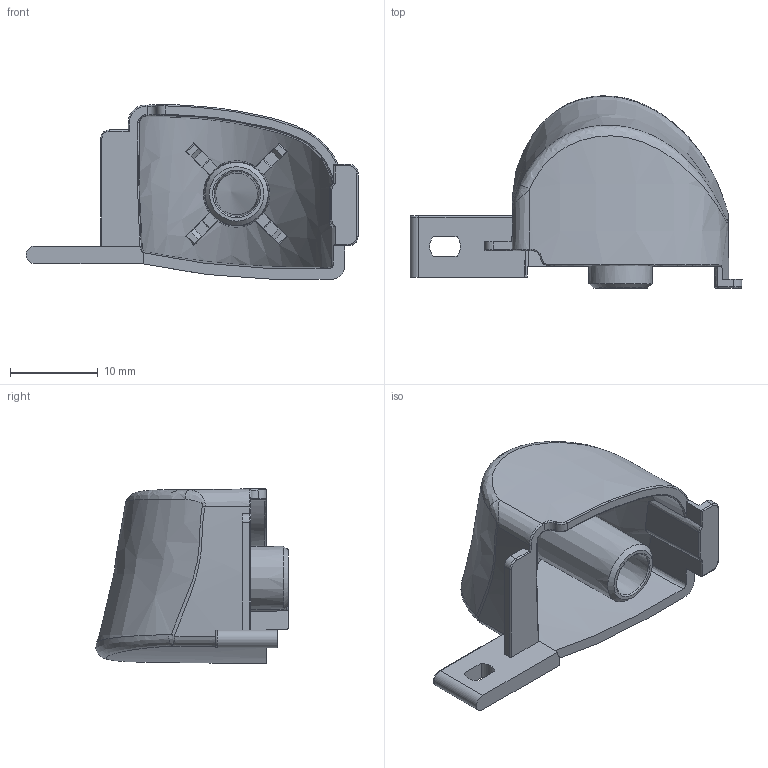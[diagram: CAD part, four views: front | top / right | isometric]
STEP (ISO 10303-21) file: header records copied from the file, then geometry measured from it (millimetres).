
FILE_DESCRIPTION(/* description */ (''),/* implementation_level */ '2;1');
FILE_NAME(/* name */ 'HHL Ergo Trigger L.step',/* time_stamp */ '2023-01-19T15:56:35-08:00',/* author */ (''),/* organization */ (''),/* preprocessor_version */ 'ST-DEVELOPER v19.2',/* originating_system */ 'Autodesk Translation Framework v11.17.0.187',/* authorisation */ '');
FILE_SCHEMA (('AUTOMOTIVE_DESIGN { 1 0 10303 214 3 1 1 }'));
Length unit declared in the file: millimetre
Products named in the file (1): HHL Ergo Trigger R(Mirror)
Bounding box: 37.83 x 21.91 x 19.93 mm (x, y, z)
Volume: 2480.1 mm3; surface area: 4054.8 mm2
Topology: 1 solids, 1 shells, 131 faces, 365 edges, 238 vertices
Faces by surface type: plane 47, bspline 34, cylinder 22, cone 19, torus 9
Entity records: 6664 total; most frequent: CARTESIAN_POINT 3659, ORIENTED_EDGE 730, DIRECTION 473, EDGE_CURVE 365, VERTEX_POINT 238, AXIS2_PLACEMENT_3D 182, B_SPLINE_CURVE_WITH_KNOTS 139, EDGE_LOOP 135
